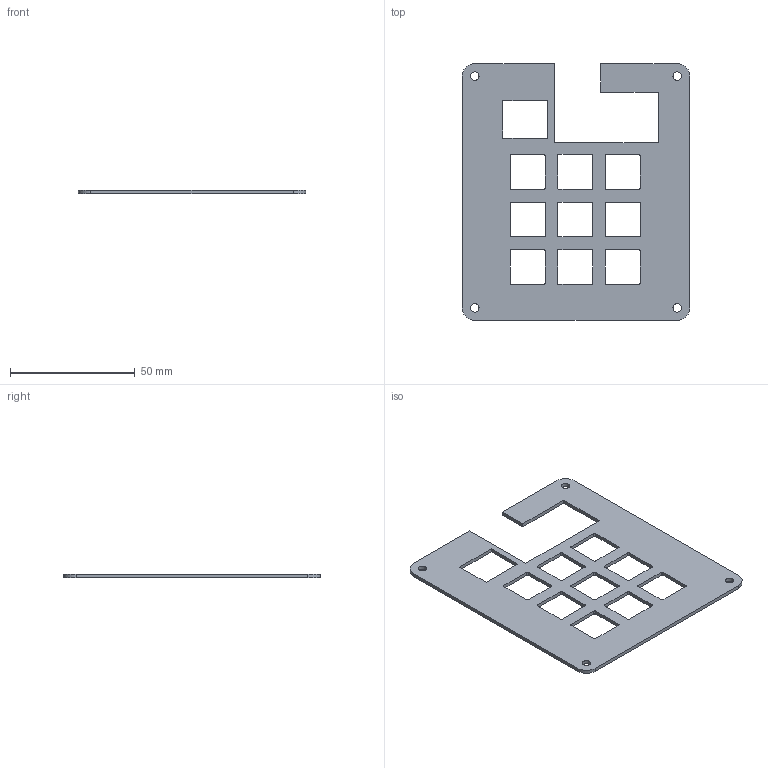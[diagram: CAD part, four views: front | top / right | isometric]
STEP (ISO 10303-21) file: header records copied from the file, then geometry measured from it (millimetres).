
FILE_DESCRIPTION(/* description */ (''),/* implementation_level */ '2;1');
FILE_NAME(/* name */ 'narwhalBottom.step',/* time_stamp */ '2025-05-23T22:25:16-07:00',/* author */ (''),/* organization */ (''),/* preprocessor_version */ 'ST-DEVELOPER v20.1',/* originating_system */ 'Autodesk Translation Framework v14.10.0.0',/* authorisation */ '');
FILE_SCHEMA (('AUTOMOTIVE_DESIGN { 1 0 10303 214 3 1 1 }'));
Length unit declared in the file: millimetre
Products named in the file (1): bottomHackpad
Bounding box: 91.14 x 102.97 x 1.5 mm (x, y, z)
Volume: 9357.9 mm3; surface area: 14118.9 mm2
Topology: 1 solids, 1 shells, 96 faces, 282 edges, 188 vertices
Faces by surface type: plane 52, cylinder 44
Full cylindrical faces by diameter (mm): 3.4 x4
Entity records: 3310 total; most frequent: CARTESIAN_POINT 567, ORIENTED_EDGE 564, DIRECTION 564, EDGE_CURVE 282, LINE 194, VECTOR 194, VERTEX_POINT 188, AXIS2_PLACEMENT_3D 185
